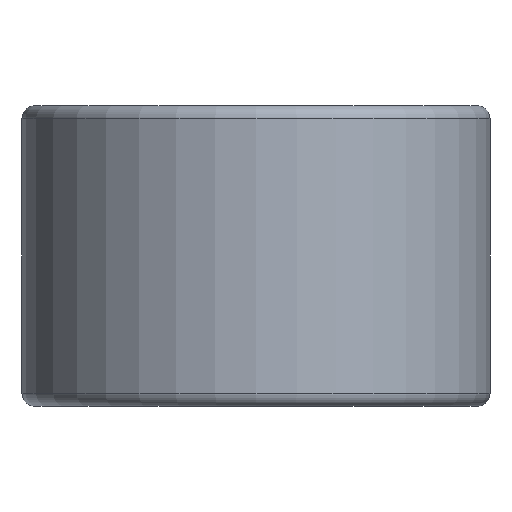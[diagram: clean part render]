
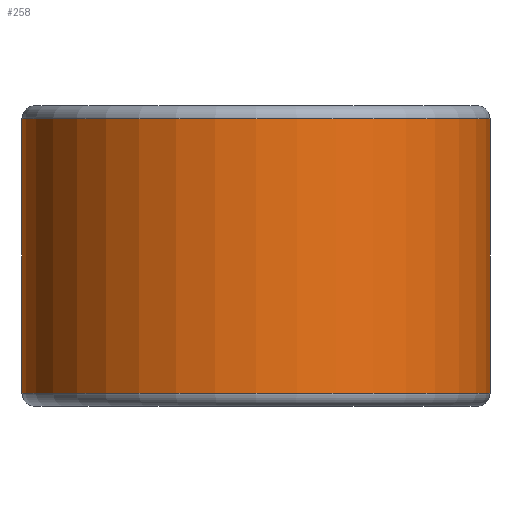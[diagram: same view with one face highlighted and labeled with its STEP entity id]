
A CAD part, front view. The second image highlights one B-rep face of the part: STEP entity #258.
In plain terms, the highlighted cylindrical face has radius 7 mm (diameter 14 mm), a partial arc.
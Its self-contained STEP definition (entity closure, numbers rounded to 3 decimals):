
#101=CARTESIAN_POINT('Vertex',(-7.,0.,8.6)) ;
#104=CARTESIAN_POINT('Axis2P3D Location',(0.,0.,8.6)) ;
#108=CARTESIAN_POINT('Vertex',(7.,0.,8.6)) ;
#228=CARTESIAN_POINT('Axis2P3D Location',(0.,0.,4.5)) ;
#233=CARTESIAN_POINT('Line Origine',(7.,0.,4.5)) ;
#237=CARTESIAN_POINT('Vertex',(7.,0.,0.4)) ;
#240=CARTESIAN_POINT('Line Origine',(-7.,0.,4.5)) ;
#244=CARTESIAN_POINT('Vertex',(-7.,0.,0.4)) ;
#247=CARTESIAN_POINT('Axis2P3D Location',(0.,0.,0.4)) ;
#105=DIRECTION('Axis2P3D Direction',(0.,-0.,1.)) ;
#229=DIRECTION('Axis2P3D Direction',(0.,0.,1.)) ;
#230=DIRECTION('Axis2P3D XDirection',(-1.,0.,0.)) ;
#234=DIRECTION('Vector Direction',(0.,0.,1.)) ;
#241=DIRECTION('Vector Direction',(0.,0.,1.)) ;
#248=DIRECTION('Axis2P3D Direction',(0.,0.,1.)) ;
#106=AXIS2_PLACEMENT_3D('Circle Axis2P3D',#104,#105,$) ;
#231=AXIS2_PLACEMENT_3D('Cylinder Axis2P3D',#228,#229,#230) ;
#249=AXIS2_PLACEMENT_3D('Circle Axis2P3D',#247,#248,$) ;
#253=ORIENTED_EDGE('',*,*,#239,.T.) ;
#254=ORIENTED_EDGE('',*,*,#110,.F.) ;
#255=ORIENTED_EDGE('',*,*,#246,.F.) ;
#256=ORIENTED_EDGE('',*,*,#251,.T.) ;
#235=VECTOR('Line Direction',#234,1.) ;
#242=VECTOR('Line Direction',#241,1.) ;
#258=ADVANCED_FACE('PartBody',(#257),#232,.T.) ;
#107=CIRCLE('generated circle',#106,7.) ;
#250=CIRCLE('generated circle',#249,7.) ;
#232=CYLINDRICAL_SURFACE('generated cylinder',#231,7.) ;
#110=EDGE_CURVE('',#102,#109,#107,.T.) ;
#239=EDGE_CURVE('',#238,#109,#236,.T.) ;
#246=EDGE_CURVE('',#245,#102,#243,.T.) ;
#251=EDGE_CURVE('',#245,#238,#250,.T.) ;
#252=EDGE_LOOP('',(#253,#254,#255,#256)) ;
#257=FACE_OUTER_BOUND('',#252,.T.) ;
#236=LINE('Line',#233,#235) ;
#243=LINE('Line',#240,#242) ;
#102=VERTEX_POINT('',#101) ;
#109=VERTEX_POINT('',#108) ;
#238=VERTEX_POINT('',#237) ;
#245=VERTEX_POINT('',#244) ;
